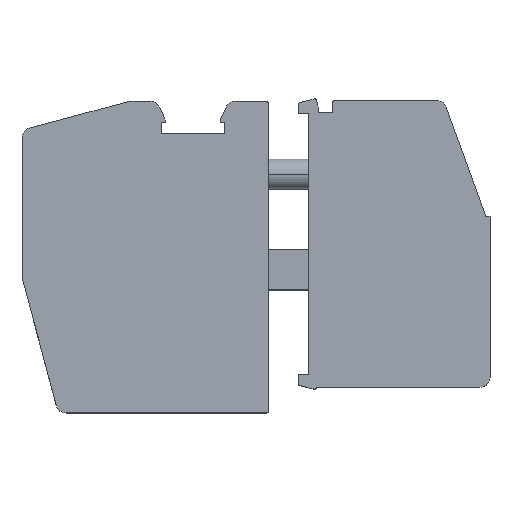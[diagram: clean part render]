
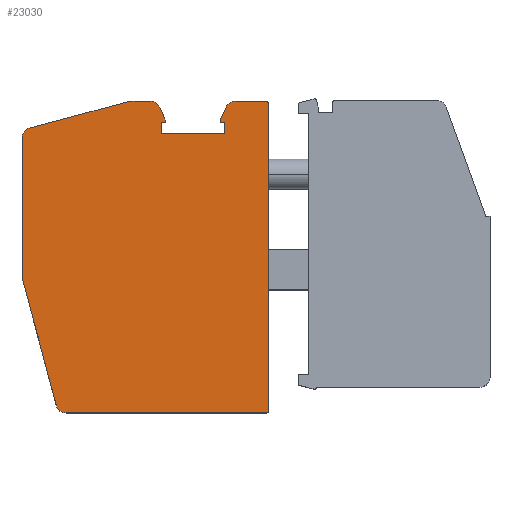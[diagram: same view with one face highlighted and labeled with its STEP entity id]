
A CAD part, top view. The second image highlights one B-rep face of the part: STEP entity #23030.
In plain terms, the highlighted planar face has unit normal (0, 0, 1).
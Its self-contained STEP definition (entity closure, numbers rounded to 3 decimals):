
#13780=CARTESIAN_POINT('',(21.5,0.2,10.1));
#13790=VERTEX_POINT('',#13780);
#13820=CARTESIAN_POINT('',(21.5,0.,10.1));
#13830=DIRECTION('',(-0.,-1.,0.));
#13840=VECTOR('',#13830,1.);
#13850=LINE('',#13820,#13840);
#13860=CARTESIAN_POINT('',(21.5,30.8,10.1));
#13870=VERTEX_POINT('',#13860);
#13880=EDGE_CURVE('',#13870,#13790,#13850,.T.);
#14530=CARTESIAN_POINT('',(17.163,28.895,10.1));
#14540=VERTEX_POINT('',#14530);
#14570=CARTESIAN_POINT('',(17.163,0.,10.1));
#14580=DIRECTION('',(0.,-1.,0.));
#14590=VECTOR('',#14580,1.);
#14600=LINE('',#14570,#14590);
#14610=CARTESIAN_POINT('',(17.163,27.825,10.1));
#14620=VERTEX_POINT('',#14610);
#14630=EDGE_CURVE('',#14540,#14620,#14600,.T.);
#14900=CARTESIAN_POINT('',(10.838,27.825,10.1));
#14910=VERTEX_POINT('',#14900);
#14960=CARTESIAN_POINT('',(10.838,0.,10.1));
#14970=DIRECTION('',(0.,1.,0.));
#14980=VECTOR('',#14970,1.);
#14990=LINE('',#14960,#14980);
#15000=CARTESIAN_POINT('',(10.838,28.895,10.1));
#15010=VERTEX_POINT('',#15000);
#15020=EDGE_CURVE('',#14910,#15010,#14990,.T.);
#17400=CARTESIAN_POINT('',(-3.,28.895,10.1));
#17410=DIRECTION('',(-1.,0.,0.));
#17420=VECTOR('',#17410,1.);
#17430=LINE('',#17400,#17420);
#17440=CARTESIAN_POINT('',(11.105,28.895,10.1));
#17450=VERTEX_POINT('',#17440);
#17460=EDGE_CURVE('',#17450,#15010,#17430,.T.);
#17740=CARTESIAN_POINT('',(11.275,29.065,10.1));
#17750=VERTEX_POINT('',#17740);
#17780=CARTESIAN_POINT('',(11.105,29.065,10.1));
#17790=DIRECTION('',(0.,0.,1.));
#17800=DIRECTION('',(1.,0.,0.));
#17810=AXIS2_PLACEMENT_3D('',#17780,#17790,#17800);
#17820=CIRCLE('',#17810,0.17);
#17830=CARTESIAN_POINT('',(11.261,29.133,10.1));
#17840=VERTEX_POINT('',#17830);
#17850=EDGE_CURVE('',#17750,#17840,#17820,.T.);
#18110=CARTESIAN_POINT('',(24.063,0.,10.1));
#18120=DIRECTION('',(0.402,-0.915,0.));
#18130=VECTOR('',#18120,1.);
#18140=LINE('',#18110,#18130);
#18150=CARTESIAN_POINT('',(10.703,30.402,10.1));
#18160=VERTEX_POINT('',#18150);
#18170=EDGE_CURVE('',#18160,#17840,#18140,.T.);
#18410=CARTESIAN_POINT('',(9.788,30.,10.1));
#18420=DIRECTION('',(0.,0.,1.));
#18430=DIRECTION('',(1.,0.,0.));
#18440=AXIS2_PLACEMENT_3D('',#18410,#18420,#18430);
#18450=CIRCLE('',#18440,1.);
#18460=CARTESIAN_POINT('',(9.788,31.,10.1));
#18470=VERTEX_POINT('',#18460);
#18480=EDGE_CURVE('',#18160,#18470,#18450,.T.);
#18770=CARTESIAN_POINT('',(21.3,0.,10.1));
#18780=VERTEX_POINT('',#18770);
#18810=CARTESIAN_POINT('',(21.3,0.2,10.1));
#18820=DIRECTION('',(0.,0.,-1.));
#18830=DIRECTION('',(1.,0.,0.));
#18840=AXIS2_PLACEMENT_3D('',#18810,#18820,#18830);
#18850=CIRCLE('',#18840,0.2);
#18860=EDGE_CURVE('',#13790,#18780,#18850,.T.);
#19080=CARTESIAN_POINT('',(-3.,27.366,10.1));
#19090=VERTEX_POINT('',#19080);
#19120=CARTESIAN_POINT('',(-3.,0.,10.1));
#19130=DIRECTION('',(0.,-1.,0.));
#19140=VECTOR('',#19130,1.);
#19150=LINE('',#19120,#19140);
#19160=CARTESIAN_POINT('',(-3.,13.632,10.1));
#19170=VERTEX_POINT('',#19160);
#19180=EDGE_CURVE('',#19090,#19170,#19150,.T.);
#19460=CARTESIAN_POINT('',(-2.966,13.373,10.1));
#19470=VERTEX_POINT('',#19460);
#19520=CARTESIAN_POINT('',(-2.,13.632,10.1));
#19530=DIRECTION('',(0.,0.,-1.));
#19540=DIRECTION('',(1.,0.,0.));
#19550=AXIS2_PLACEMENT_3D('',#19520,#19530,#19540);
#19560=CIRCLE('',#19550,1.);
#19570=EDGE_CURVE('',#19470,#19170,#19560,.T.);
#19780=CARTESIAN_POINT('',(18.213,31.,10.1));
#19790=VERTEX_POINT('',#19780);
#19870=CARTESIAN_POINT('',(21.3,31.,10.1));
#19880=VERTEX_POINT('',#19870);
#19910=CARTESIAN_POINT('',(-3.,31.,10.1));
#19920=DIRECTION('',(1.,0.,0.));
#19930=VECTOR('',#19920,1.);
#19940=LINE('',#19910,#19930);
#19950=EDGE_CURVE('',#19790,#19880,#19940,.T.);
#20140=CARTESIAN_POINT('',(18.213,30.,10.1));
#20150=DIRECTION('',(0.,0.,1.));
#20160=DIRECTION('',(1.,0.,0.));
#20170=AXIS2_PLACEMENT_3D('',#20140,#20150,#20160);
#20180=CIRCLE('',#20170,1.);
#20190=CARTESIAN_POINT('',(17.297,30.402,10.1));
#20200=VERTEX_POINT('',#20190);
#20210=EDGE_CURVE('',#19790,#20200,#20180,.T.);
#20460=CARTESIAN_POINT('',(3.937,0.,10.1));
#20470=DIRECTION('',(0.402,0.915,0.));
#20480=VECTOR('',#20470,1.);
#20490=LINE('',#20460,#20480);
#20500=CARTESIAN_POINT('',(16.739,29.133,10.1));
#20510=VERTEX_POINT('',#20500);
#20520=EDGE_CURVE('',#20510,#20200,#20490,.T.);
#20800=CARTESIAN_POINT('',(16.725,29.065,10.1));
#20810=VERTEX_POINT('',#20800);
#20840=CARTESIAN_POINT('',(16.895,29.065,10.1));
#20850=DIRECTION('',(0.,0.,1.));
#20860=DIRECTION('',(1.,0.,0.));
#20870=AXIS2_PLACEMENT_3D('',#20840,#20850,#20860);
#20880=CIRCLE('',#20870,0.17);
#20890=CARTESIAN_POINT('',(16.895,28.895,10.1));
#20900=VERTEX_POINT('',#20890);
#20910=EDGE_CURVE('',#20810,#20900,#20880,.T.);
#21160=CARTESIAN_POINT('',(-3.,28.895,10.1));
#21170=DIRECTION('',(1.,0.,0.));
#21180=VECTOR('',#21170,1.);
#21190=LINE('',#21160,#21180);
#21200=EDGE_CURVE('',#20900,#14540,#21190,.T.);
#21380=CARTESIAN_POINT('',(21.3,30.8,10.1));
#21390=DIRECTION('',(0.,0.,1.));
#21400=DIRECTION('',(1.,0.,0.));
#21410=AXIS2_PLACEMENT_3D('',#21380,#21390,#21400);
#21420=CIRCLE('',#21410,0.2);
#21430=EDGE_CURVE('',#13870,#19880,#21420,.T.);
#22150=CARTESIAN_POINT('',(40.221,15.977,10.1));
#22160=DIRECTION('',(0.,0.,1.));
#22170=DIRECTION('',(1.,0.,0.));
#22180=AXIS2_PLACEMENT_3D('',#22150,#22160,#22170);
#22190=PLANE('',#22180);
#22200=ORIENTED_EDGE('',*,*,#18860,.F.);
#22210=CARTESIAN_POINT('',(-3.,0.,10.1));
#22220=DIRECTION('',(-1.,0.,0.));
#22230=VECTOR('',#22220,1.);
#22240=LINE('',#22210,#22230);
#22250=CARTESIAN_POINT('',(1.385,0.,10.1));
#22260=VERTEX_POINT('',#22250);
#22270=EDGE_CURVE('',#18780,#22260,#22240,.T.);
#22280=ORIENTED_EDGE('',*,*,#22270,.F.);
#22290=CARTESIAN_POINT('',(1.385,1.,10.1));
#22300=DIRECTION('',(0.,0.,-1.));
#22310=DIRECTION('',(1.,0.,0.));
#22320=AXIS2_PLACEMENT_3D('',#22290,#22300,#22310);
#22330=CIRCLE('',#22320,1.);
#22340=CARTESIAN_POINT('',(0.419,0.741,10.1));
#22350=VERTEX_POINT('',#22340);
#22360=EDGE_CURVE('',#22260,#22350,#22330,.T.);
#22370=ORIENTED_EDGE('',*,*,#22360,.F.);
#22380=CARTESIAN_POINT('',(1.153,-2.,10.1));
#22390=DIRECTION('',(-0.259,0.966,0.));
#22400=VECTOR('',#22390,1.);
#22410=LINE('',#22380,#22400);
#22420=EDGE_CURVE('',#22350,#19470,#22410,.T.);
#22430=ORIENTED_EDGE('',*,*,#22420,.F.);
#22440=ORIENTED_EDGE('',*,*,#19570,.F.);
#22450=ORIENTED_EDGE('',*,*,#19180,.T.);
#22460=CARTESIAN_POINT('',(-2.,27.366,10.1));
#22470=DIRECTION('',(0.,0.,1.));
#22480=DIRECTION('',(1.,0.,0.));
#22490=AXIS2_PLACEMENT_3D('',#22460,#22470,#22480);
#22500=CIRCLE('',#22490,1.);
#22510=CARTESIAN_POINT('',(-2.259,28.332,10.1));
#22520=VERTEX_POINT('',#22510);
#22530=EDGE_CURVE('',#22520,#19090,#22500,.T.);
#22540=ORIENTED_EDGE('',*,*,#22530,.T.);
#22550=CARTESIAN_POINT('',(-3.,28.133,10.1));
#22560=DIRECTION('',(-0.966,-0.259,0.));
#22570=VECTOR('',#22560,1.);
#22580=LINE('',#22550,#22570);
#22590=CARTESIAN_POINT('',(7.573,30.966,10.1));
#22600=VERTEX_POINT('',#22590);
#22610=EDGE_CURVE('',#22600,#22520,#22580,.T.);
#22620=ORIENTED_EDGE('',*,*,#22610,.T.);
#22630=CARTESIAN_POINT('',(7.832,30.,10.1));
#22640=DIRECTION('',(0.,0.,1.));
#22650=DIRECTION('',(1.,0.,0.));
#22660=AXIS2_PLACEMENT_3D('',#22630,#22640,#22650);
#22670=CIRCLE('',#22660,1.);
#22680=CARTESIAN_POINT('',(7.832,31.,10.1));
#22690=VERTEX_POINT('',#22680);
#22700=EDGE_CURVE('',#22690,#22600,#22670,.T.);
#22710=ORIENTED_EDGE('',*,*,#22700,.T.);
#22720=CARTESIAN_POINT('',(-3.,31.,10.1));
#22730=DIRECTION('',(1.,0.,0.));
#22740=VECTOR('',#22730,1.);
#22750=LINE('',#22720,#22740);
#22760=EDGE_CURVE('',#22690,#18470,#22750,.T.);
#22770=ORIENTED_EDGE('',*,*,#22760,.F.);
#22780=ORIENTED_EDGE('',*,*,#18480,.T.);
#22790=ORIENTED_EDGE('',*,*,#18170,.F.);
#22800=ORIENTED_EDGE('',*,*,#17850,.T.);
#22810=EDGE_CURVE('',#17450,#17750,#17820,.T.);
#22820=ORIENTED_EDGE('',*,*,#22810,.T.);
#22830=ORIENTED_EDGE('',*,*,#17460,.F.);
#22840=ORIENTED_EDGE('',*,*,#15020,.T.);
#22850=CARTESIAN_POINT('',(-3.,27.825,10.1));
#22860=DIRECTION('',(-1.,0.,0.));
#22870=VECTOR('',#22860,1.);
#22880=LINE('',#22850,#22870);
#22890=EDGE_CURVE('',#14620,#14910,#22880,.T.);
#22900=ORIENTED_EDGE('',*,*,#22890,.T.);
#22910=ORIENTED_EDGE('',*,*,#14630,.T.);
#22920=ORIENTED_EDGE('',*,*,#21200,.T.);
#22930=ORIENTED_EDGE('',*,*,#20910,.T.);
#22940=EDGE_CURVE('',#20510,#20810,#20880,.T.);
#22950=ORIENTED_EDGE('',*,*,#22940,.T.);
#22960=ORIENTED_EDGE('',*,*,#20520,.F.);
#22970=ORIENTED_EDGE('',*,*,#20210,.T.);
#22980=ORIENTED_EDGE('',*,*,#19950,.F.);
#22990=ORIENTED_EDGE('',*,*,#21430,.T.);
#23000=ORIENTED_EDGE('',*,*,#13880,.F.);
#23010=EDGE_LOOP('',(#23000,#22990,#22980,#22970,#22960,#22950,#22930,
#22920,#22910,#22900,#22840,#22830,#22820,#22800,#22790,#22780,#22770,
#22710,#22620,#22540,#22450,#22440,#22430,#22370,#22280,#22200));
#23020=FACE_OUTER_BOUND('',#23010,.T.);
#23030=ADVANCED_FACE('',(#23020),#22190,.T.);
